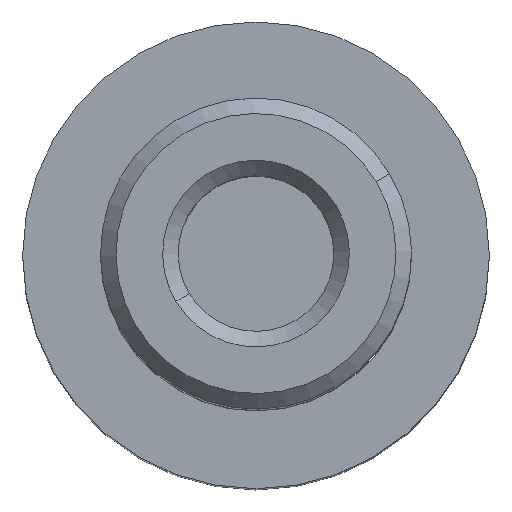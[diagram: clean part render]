
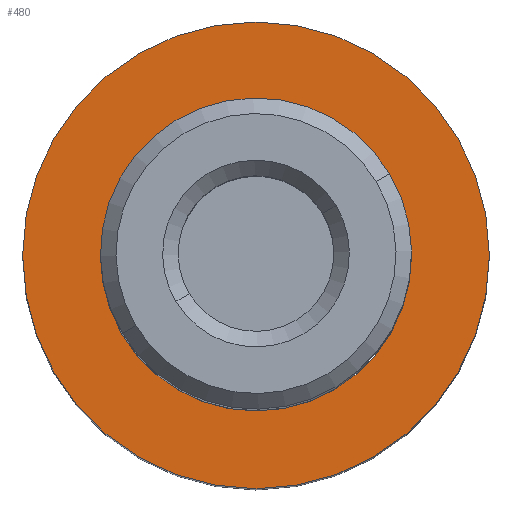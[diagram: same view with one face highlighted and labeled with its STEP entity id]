
A CAD part, top view. The second image highlights one B-rep face of the part: STEP entity #480.
In plain terms, the highlighted planar face has unit normal (0, 0, 1).
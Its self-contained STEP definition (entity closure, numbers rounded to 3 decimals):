
#2 = ORIENTED_EDGE ( 'NONE', *, *, #7, .T. ) ;
#6 = VERTEX_POINT ( 'NONE', #287 ) ;
#7 = EDGE_CURVE ( 'NONE', #540, #6, #651, .T. ) ;
#9 = FACE_BOUND ( 'NONE', #335, .T. ) ;
#15 = DIRECTION ( 'NONE',  ( 0., 0., 1. ) ) ;
#32 = CARTESIAN_POINT ( 'NONE',  ( 0., 0., 14. ) ) ;
#73 = DIRECTION ( 'NONE',  ( 1., 0., 0. ) ) ;
#77 = AXIS2_PLACEMENT_3D ( 'NONE', #184, #685, #73 ) ;
#89 = AXIS2_PLACEMENT_3D ( 'NONE', #32, #576, #298 ) ;
#100 = EDGE_CURVE ( 'NONE', #329, #427, #370, .T. ) ;
#119 = EDGE_CURVE ( 'NONE', #427, #329, #581, .T. ) ;
#184 = CARTESIAN_POINT ( 'NONE',  ( 0., 0., 14. ) ) ;
#210 = ORIENTED_EDGE ( 'NONE', *, *, #374, .T. ) ;
#222 = CARTESIAN_POINT ( 'NONE',  ( 0., 0., 14. ) ) ;
#230 = AXIS2_PLACEMENT_3D ( 'NONE', #291, #676, #346 ) ;
#274 = FACE_OUTER_BOUND ( 'NONE', #482, .T. ) ;
#278 = DIRECTION ( 'NONE',  ( 1., 0., 0. ) ) ;
#287 = CARTESIAN_POINT ( 'NONE',  ( -4.5, 0., 14. ) ) ;
#291 = CARTESIAN_POINT ( 'NONE',  ( 0., 0., 14. ) ) ;
#298 = DIRECTION ( 'NONE',  ( 1., 0., 0. ) ) ;
#329 = VERTEX_POINT ( 'NONE', #494 ) ;
#335 = EDGE_LOOP ( 'NONE', ( #600, #557 ) ) ;
#346 = DIRECTION ( 'NONE',  ( 1., 0., 0. ) ) ;
#364 = AXIS2_PLACEMENT_3D ( 'NONE', #222, #655, #278 ) ;
#370 = CIRCLE ( 'NONE', #230, 3. ) ;
#374 = EDGE_CURVE ( 'NONE', #6, #540, #683, .T. ) ;
#375 = AXIS2_PLACEMENT_3D ( 'NONE', #620, #15, #503 ) ;
#427 = VERTEX_POINT ( 'NONE', #537 ) ;
#462 = CARTESIAN_POINT ( 'NONE',  ( 4.5, 0., 14. ) ) ;
#480 = ADVANCED_FACE ( 'NONE', ( #274, #9 ), #595, .T. ) ;
#482 = EDGE_LOOP ( 'NONE', ( #210, #2 ) ) ;
#494 = CARTESIAN_POINT ( 'NONE',  ( 3., 0., 14. ) ) ;
#503 = DIRECTION ( 'NONE',  ( 1., 0., 0. ) ) ;
#537 = CARTESIAN_POINT ( 'NONE',  ( -3., 0., 14. ) ) ;
#540 = VERTEX_POINT ( 'NONE', #462 ) ;
#557 = ORIENTED_EDGE ( 'NONE', *, *, #100, .F. ) ;
#576 = DIRECTION ( 'NONE',  ( 0., 0., 1. ) ) ;
#581 = CIRCLE ( 'NONE', #89, 3. ) ;
#595 = PLANE ( 'NONE',  #375 ) ;
#600 = ORIENTED_EDGE ( 'NONE', *, *, #119, .F. ) ;
#620 = CARTESIAN_POINT ( 'NONE',  ( 0., 0., 14. ) ) ;
#651 = CIRCLE ( 'NONE', #77, 4.5 ) ;
#655 = DIRECTION ( 'NONE',  ( 0., 0., 1. ) ) ;
#676 = DIRECTION ( 'NONE',  ( 0., 0., 1. ) ) ;
#683 = CIRCLE ( 'NONE', #364, 4.5 ) ;
#685 = DIRECTION ( 'NONE',  ( 0., 0., 1. ) ) ;
